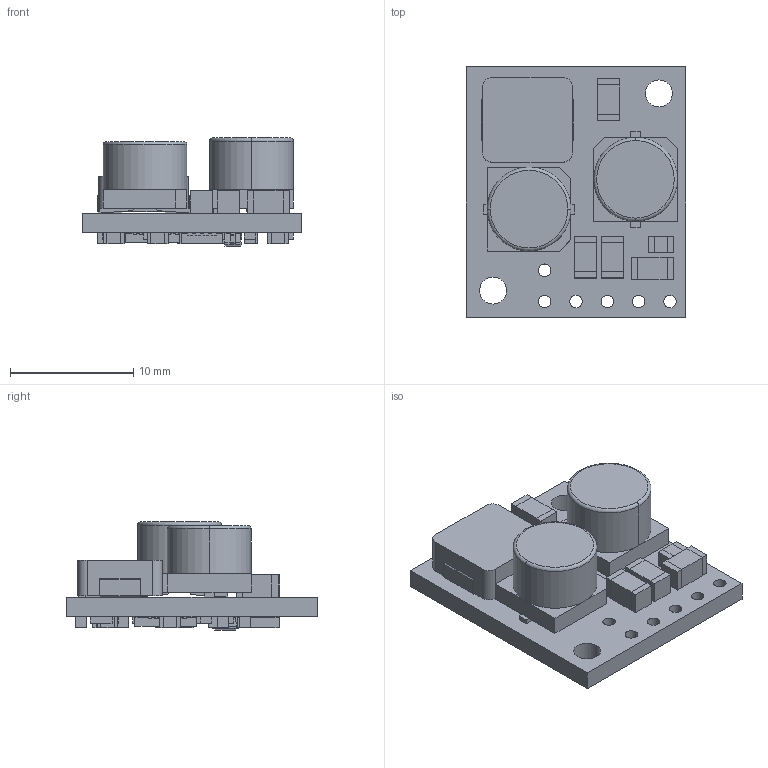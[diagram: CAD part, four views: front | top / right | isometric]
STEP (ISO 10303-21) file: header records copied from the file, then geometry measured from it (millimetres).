
FILE_DESCRIPTION (( 'STEP AP214' ), '1' );
FILE_NAME ('d36v28fx-step-down-voltage-regulators.step', '2023-08-03T23:27:24', ( '' ), ( '' ), 'SwSTEP 2.0', 'SolidWorks 2023', '' );
FILE_SCHEMA (( 'AUTOMOTIVE_DESIGN' ));
Length unit declared in the file: millimetre
Products named in the file (1): d36v28fx-step-down-voltage-regulators
Bounding box: 17.78 x 20.32 x 8.77 mm (x, y, z)
Volume: 1236.3 mm3; surface area: 1742.7 mm2
Topology: 1 solids, 1 shells, 1182 faces, 3193 edges, 2086 vertices
Faces by surface type: plane 964, bspline 176, cylinder 38, torus 4
Entity records: 56152 total; most frequent: CARTESIAN_POINT 14676, ORIENTED_EDGE 6386, DIRECTION 4829, EDGE_CURVE 3193, VECTOR 2639, LINE 2639, VERTEX_POINT 2086, EDGE_LOOP 1331
